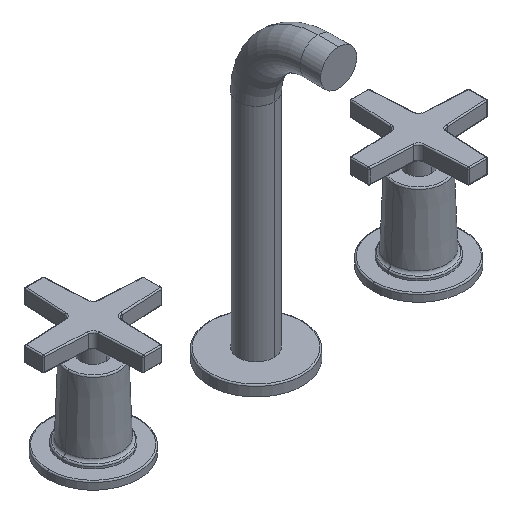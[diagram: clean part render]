
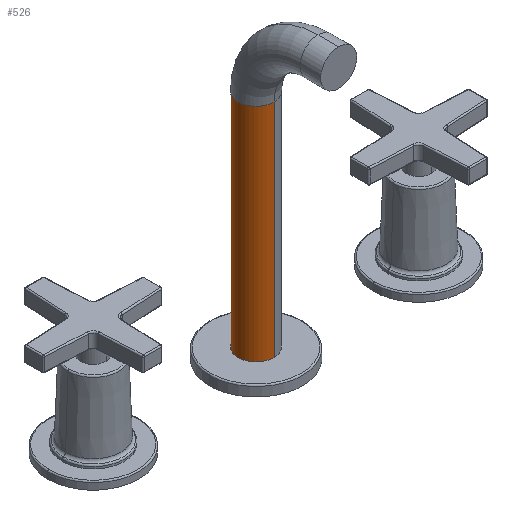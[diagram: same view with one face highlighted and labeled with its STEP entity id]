
A CAD part, isometric view. The second image highlights one B-rep face of the part: STEP entity #526.
In plain terms, the highlighted cylindrical face has radius 11.113 mm (diameter 22.225 mm), a partial arc.
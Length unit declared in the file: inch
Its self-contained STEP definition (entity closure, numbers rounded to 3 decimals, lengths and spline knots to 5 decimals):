
#245=DIRECTION('',(0.,0.,1.));
#246=VECTOR('',#245,5.355);
#247=CARTESIAN_POINT('',(0.,-0.4375,0.05));
#248=LINE('',#247,#246);
#252=CARTESIAN_POINT('',(0.,0.,0.05));
#253=DIRECTION('',(0.,0.,1.));
#254=DIRECTION('',(0.,1.,0.));
#255=AXIS2_PLACEMENT_3D('',#252,#253,#254);
#260=DIRECTION('',(0.,0.,1.));
#261=VECTOR('',#260,5.355);
#262=CARTESIAN_POINT('',(0.,0.4375,0.05));
#263=LINE('',#262,#261);
#267=CARTESIAN_POINT('',(0.,0.,5.405));
#268=DIRECTION('',(0.,0.,1.));
#269=DIRECTION('',(0.,1.,0.));
#270=AXIS2_PLACEMENT_3D('',#267,#268,#269);
#345=CARTESIAN_POINT('',(0.,-0.4375,5.405));
#346=CARTESIAN_POINT('',(0.,0.4375,5.405));
#347=VERTEX_POINT('',#345);
#348=VERTEX_POINT('',#346);
#369=CARTESIAN_POINT('',(0.,-0.4375,0.05));
#370=CARTESIAN_POINT('',(0.,0.4375,0.05));
#371=VERTEX_POINT('',#369);
#372=VERTEX_POINT('',#370);
#514=CARTESIAN_POINT('',(0.,0.,-0.095));
#515=DIRECTION('',(0.,0.,1.));
#516=DIRECTION('',(0.,-1.,0.));
#517=AXIS2_PLACEMENT_3D('',#514,#515,#516);
#518=CYLINDRICAL_SURFACE('',#517,0.4375);
#519=ORIENTED_EDGE('',*,*,#408,.F.);
#520=ORIENTED_EDGE('',*,*,#509,.T.);
#522=ORIENTED_EDGE('',*,*,#521,.T.);
#523=ORIENTED_EDGE('',*,*,#505,.F.);
#524=EDGE_LOOP('',(#519,#520,#522,#523));
#525=FACE_OUTER_BOUND('',#524,.F.);
#256=CIRCLE('',#255,0.4375);
#271=CIRCLE('',#270,0.4375);
#408=EDGE_CURVE('',#372,#371,#256,.T.);
#505=EDGE_CURVE('',#371,#347,#248,.T.);
#509=EDGE_CURVE('',#372,#348,#263,.T.);
#521=EDGE_CURVE('',#348,#347,#271,.T.);
#526=ADVANCED_FACE('',(#525),#518,.T.);
